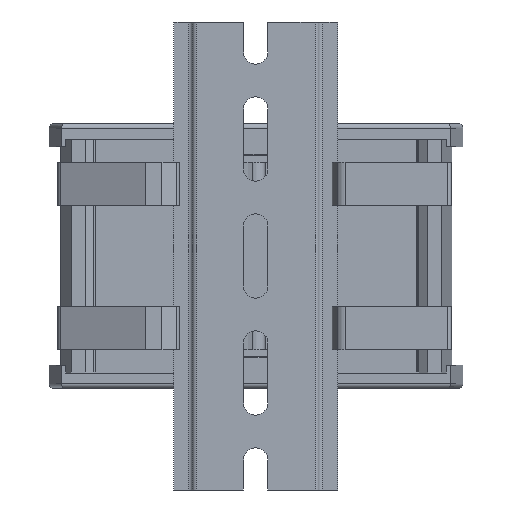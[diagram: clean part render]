
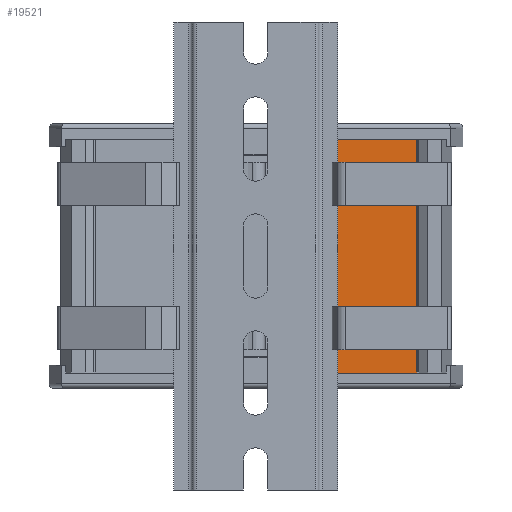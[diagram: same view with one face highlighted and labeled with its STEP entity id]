
A CAD part, front view. The second image highlights one B-rep face of the part: STEP entity #19521.
In plain terms, the highlighted planar face has unit normal (0, -1, 0).
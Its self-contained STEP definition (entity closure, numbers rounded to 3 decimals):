
#1038 = VECTOR ( 'NONE', #11330, 1000. ) ;
#1098 = EDGE_CURVE ( 'NONE', #18392, #2558, #5509, .T. ) ;
#2558 = VERTEX_POINT ( 'NONE', #11933 ) ;
#3052 = DIRECTION ( 'NONE',  ( 0., 0., 1. ) ) ;
#4690 = ORIENTED_EDGE ( 'NONE', *, *, #11484, .F. ) ;
#4779 = CARTESIAN_POINT ( 'NONE',  ( 6.025, -1.653, 0. ) ) ;
#5013 = DIRECTION ( 'NONE',  ( 0., -1., 0. ) ) ;
#5028 = EDGE_CURVE ( 'NONE', #11699, #2558, #11999, .T. ) ;
#5509 = LINE ( 'NONE', #4779, #1038 ) ;
#5737 = VERTEX_POINT ( 'NONE', #16949 ) ;
#5865 = CARTESIAN_POINT ( 'NONE',  ( 34.109, -1.653, -50. ) ) ;
#6039 = ORIENTED_EDGE ( 'NONE', *, *, #5028, .T. ) ;
#7257 = VECTOR ( 'NONE', #7567, 1000. ) ;
#7316 = CARTESIAN_POINT ( 'NONE',  ( 34.109, -1.653, -50. ) ) ;
#7567 = DIRECTION ( 'NONE',  ( 0., 0., 1. ) ) ;
#7631 = LINE ( 'NONE', #19064, #14970 ) ;
#8063 = CARTESIAN_POINT ( 'NONE',  ( 6.025, -1.653, -50. ) ) ;
#11330 = DIRECTION ( 'NONE',  ( 1., 0., 0. ) ) ;
#11484 = EDGE_CURVE ( 'NONE', #5737, #18392, #21402, .T. ) ;
#11699 = VERTEX_POINT ( 'NONE', #7316 ) ;
#11933 = CARTESIAN_POINT ( 'NONE',  ( 34.109, -1.653, 0. ) ) ;
#11999 = LINE ( 'NONE', #5865, #7257 ) ;
#13435 = CARTESIAN_POINT ( 'NONE',  ( 6.025, -1.653, 0. ) ) ;
#13878 = EDGE_CURVE ( 'NONE', #5737, #11699, #7631, .T. ) ;
#14084 = VECTOR ( 'NONE', #3052, 1000. ) ;
#14970 = VECTOR ( 'NONE', #19279, 1000. ) ;
#16407 = PLANE ( 'NONE',  #17180 ) ;
#16598 = EDGE_LOOP ( 'NONE', ( #16939, #4690, #18259, #6039 ) ) ;
#16939 = ORIENTED_EDGE ( 'NONE', *, *, #1098, .F. ) ;
#16949 = CARTESIAN_POINT ( 'NONE',  ( 6.025, -1.653, -50. ) ) ;
#17180 = AXIS2_PLACEMENT_3D ( 'NONE', #18387, #5013, #19796 ) ;
#17887 = FACE_OUTER_BOUND ( 'NONE', #16598, .T. ) ;
#18259 = ORIENTED_EDGE ( 'NONE', *, *, #13878, .T. ) ;
#18387 = CARTESIAN_POINT ( 'NONE',  ( 6.025, -1.653, -50. ) ) ;
#18392 = VERTEX_POINT ( 'NONE', #13435 ) ;
#19064 = CARTESIAN_POINT ( 'NONE',  ( 6.025, -1.653, -50. ) ) ;
#19279 = DIRECTION ( 'NONE',  ( 1., 0., 0. ) ) ;
#19521 = ADVANCED_FACE ( 'NONE', ( #17887 ), #16407, .T. ) ;
#19796 = DIRECTION ( 'NONE',  ( 0., 0., -1. ) ) ;
#21402 = LINE ( 'NONE', #8063, #14084 ) ;
